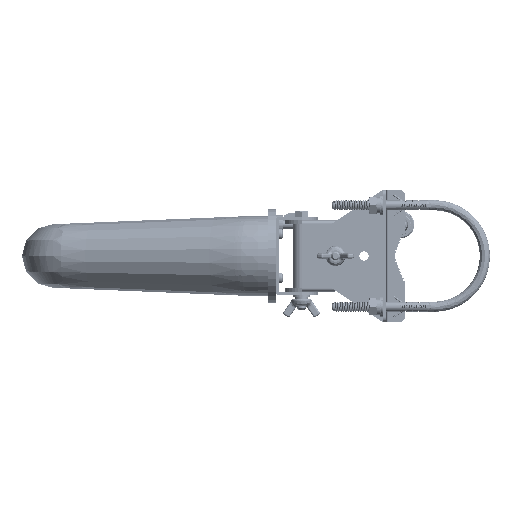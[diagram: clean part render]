
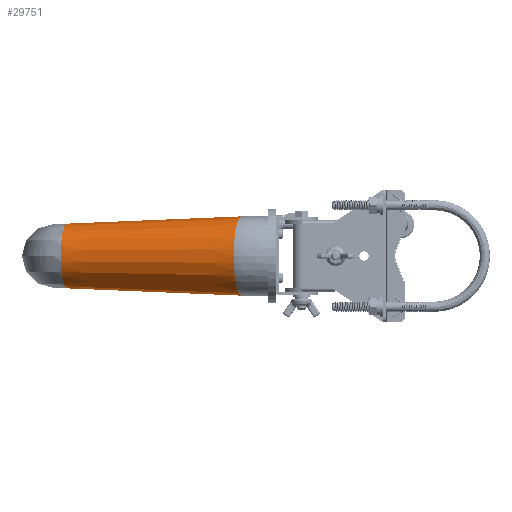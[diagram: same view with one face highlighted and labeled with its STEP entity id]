
A CAD part, left-side view. The second image highlights one B-rep face of the part: STEP entity #29751.
In plain terms, the highlighted conical face has half-angle 2.338 degrees and reference radius 23.399 mm.
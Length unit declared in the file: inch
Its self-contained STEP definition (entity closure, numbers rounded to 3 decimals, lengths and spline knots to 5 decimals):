
#3261 = DIRECTION ( 'NONE',  ( -0.98, 0.199, 0. ) ) ;
#3423 = ORIENTED_EDGE ( 'NONE', *, *, #28636, .T. ) ;
#5754 = CIRCLE ( 'NONE', #161617, 0.75231 ) ;
#8950 = AXIS2_PLACEMENT_3D ( 'NONE', #107714, #51344, #23188 ) ;
#13481 = DIRECTION ( 'NONE',  ( -0.199, -0.98, 0. ) ) ;
#23188 = DIRECTION ( 'NONE',  ( 0.98, -0.199, 0. ) ) ;
#27649 = LINE ( 'NONE', #99952, #65278 ) ;
#28636 = EDGE_CURVE ( 'NONE', #68269, #32040, #5754, .T. ) ;
#29415 = DIRECTION ( 'NONE',  ( -0.98, 0.199, 0. ) ) ;
#29751 = ADVANCED_FACE ( 'NONE', ( #65434 ), #176766, .T. ) ;
#30113 = VERTEX_POINT ( 'NONE', #128771 ) ;
#30156 = EDGE_CURVE ( 'NONE', #105843, #173548, #44849, .T. ) ;
#31659 = CARTESIAN_POINT ( 'NONE',  ( -0.82813, 2.83166, 0.83674 ) ) ;
#31972 = DIRECTION ( 'NONE',  ( -0.98, 0.199, 0. ) ) ;
#32040 = VERTEX_POINT ( 'NONE', #142825 ) ;
#35625 = VECTOR ( 'NONE', #90817, 39.37008 ) ;
#44180 = ORIENTED_EDGE ( 'NONE', *, *, #126989, .T. ) ;
#44849 = CIRCLE ( 'NONE', #116834, 0.92122 ) ;
#51344 = DIRECTION ( 'NONE',  ( -0.199, -0.98, 0. ) ) ;
#52499 = CARTESIAN_POINT ( 'NONE',  ( -1.14639, 5.00714, 0. ) ) ;
#55808 = EDGE_LOOP ( 'NONE', ( #88986, #3423, #74957, #104222, #44180, #83434 ) ) ;
#57299 = EDGE_CURVE ( 'NONE', #181647, #68269, #123627, .T. ) ;
#63005 = CARTESIAN_POINT ( 'NONE',  ( -1.24097, 0.80484, -0.92119 ) ) ;
#65278 = VECTOR ( 'NONE', #184472, 39.37008 ) ;
#65434 = FACE_OUTER_BOUND ( 'NONE', #55808, .T. ) ;
#68269 = VERTEX_POINT ( 'NONE', #52499 ) ;
#73366 = CARTESIAN_POINT ( 'NONE',  ( -1.23348, 0.80331, 0. ) ) ;
#74957 = ORIENTED_EDGE ( 'NONE', *, *, #181081, .T. ) ;
#83434 = ORIENTED_EDGE ( 'NONE', *, *, #145125, .T. ) ;
#84634 = AXIS2_PLACEMENT_3D ( 'NONE', #100000, #88682, #3261 ) ;
#88682 = DIRECTION ( 'NONE',  ( -0.199, -0.98, 0. ) ) ;
#88986 = ORIENTED_EDGE ( 'NONE', *, *, #57299, .T. ) ;
#90817 = DIRECTION ( 'NONE',  ( 0.199, 0.979, -0.041 ) ) ;
#99952 = CARTESIAN_POINT ( 'NONE',  ( -0.82813, 2.83166, -0.83674 ) ) ;
#100000 = CARTESIAN_POINT ( 'NONE',  ( -0.40916, 4.85724, 0. ) ) ;
#104222 = ORIENTED_EDGE ( 'NONE', *, *, #30156, .T. ) ;
#105843 = VERTEX_POINT ( 'NONE', #63005 ) ;
#107714 = CARTESIAN_POINT ( 'NONE',  ( -1.23348, 0.80331, 0. ) ) ;
#116834 = AXIS2_PLACEMENT_3D ( 'NONE', #119305, #162487, #31972 ) ;
#117918 = CARTESIAN_POINT ( 'NONE',  ( -2.13622, 0.98688, 0. ) ) ;
#119305 = CARTESIAN_POINT ( 'NONE',  ( -1.23348, 0.80331, 0. ) ) ;
#120840 = LINE ( 'NONE', #31659, #35625 ) ;
#121887 = CIRCLE ( 'NONE', #148953, 0.92122 ) ;
#123627 = CIRCLE ( 'NONE', #84634, 0.75231 ) ;
#126989 = EDGE_CURVE ( 'NONE', #173548, #30113, #121887, .T. ) ;
#128771 = CARTESIAN_POINT ( 'NONE',  ( -1.24097, 0.80484, 0.92119 ) ) ;
#130498 = CARTESIAN_POINT ( 'NONE',  ( -0.41528, 4.85848, 0.75229 ) ) ;
#130644 = DIRECTION ( 'NONE',  ( 0.199, 0.98, 0. ) ) ;
#142113 = CARTESIAN_POINT ( 'NONE',  ( -0.40916, 4.85724, 0. ) ) ;
#142825 = CARTESIAN_POINT ( 'NONE',  ( -0.41528, 4.85848, -0.75229 ) ) ;
#145125 = EDGE_CURVE ( 'NONE', #30113, #181647, #120840, .T. ) ;
#148953 = AXIS2_PLACEMENT_3D ( 'NONE', #73366, #130644, #158816 ) ;
#158816 = DIRECTION ( 'NONE',  ( -0.98, 0.199, 0. ) ) ;
#161617 = AXIS2_PLACEMENT_3D ( 'NONE', #142113, #13481, #29415 ) ;
#162487 = DIRECTION ( 'NONE',  ( 0.199, 0.98, 0. ) ) ;
#173548 = VERTEX_POINT ( 'NONE', #117918 ) ;
#176766 = CONICAL_SURFACE ( 'NONE', #8950, 0.92122, 0.041 ) ;
#181081 = EDGE_CURVE ( 'NONE', #32040, #105843, #27649, .T. ) ;
#181647 = VERTEX_POINT ( 'NONE', #130498 ) ;
#184472 = DIRECTION ( 'NONE',  ( -0.199, -0.979, -0.041 ) ) ;
